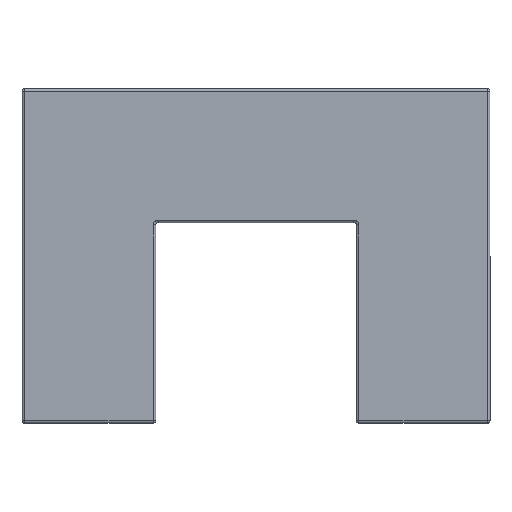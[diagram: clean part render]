
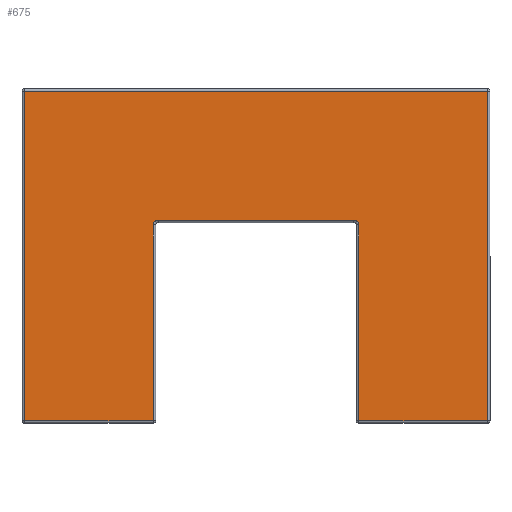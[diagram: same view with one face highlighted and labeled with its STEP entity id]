
A CAD part, front view. The second image highlights one B-rep face of the part: STEP entity #675.
In plain terms, the highlighted planar face has unit normal (0, -1, 0).
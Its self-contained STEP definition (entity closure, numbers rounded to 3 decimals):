
#10 = CARTESIAN_POINT ( 'NONE',  ( 4.85, -1.35, -6.95 ) ) ;
#63 = DIRECTION ( 'NONE',  ( 0., 0., 1. ) ) ;
#130 = ORIENTED_EDGE ( 'NONE', *, *, #396, .F. ) ;
#172 = ORIENTED_EDGE ( 'NONE', *, *, #874, .T. ) ;
#201 = PLANE ( 'NONE',  #208 ) ;
#208 = AXIS2_PLACEMENT_3D ( 'NONE', #394, #603, #504 ) ;
#214 = VECTOR ( 'NONE', #277, 1000. ) ;
#275 = VERTEX_POINT ( 'NONE', #10 ) ;
#277 = DIRECTION ( 'NONE',  ( 0., 0., 1. ) ) ;
#289 = FACE_OUTER_BOUND ( 'NONE', #569, .T. ) ;
#290 = VERTEX_POINT ( 'NONE', #608 ) ;
#292 = VERTEX_POINT ( 'NONE', #616 ) ;
#306 = ORIENTED_EDGE ( 'NONE', *, *, #633, .T. ) ;
#316 = ORIENTED_EDGE ( 'NONE', *, *, #647, .F. ) ;
#355 = VECTOR ( 'NONE', #63, 1000. ) ;
#363 = CARTESIAN_POINT ( 'NONE',  ( 2.15, -1.35, -2.85 ) ) ;
#377 = DIRECTION ( 'NONE',  ( 1., 0., 0. ) ) ;
#381 = EDGE_CURVE ( 'NONE', #441, #290, #1194, .T. ) ;
#394 = CARTESIAN_POINT ( 'NONE',  ( 0., -1.35, 0. ) ) ;
#396 = EDGE_CURVE ( 'NONE', #441, #292, #587, .T. ) ;
#401 = CARTESIAN_POINT ( 'NONE',  ( 2.15, -1.35, -6.95 ) ) ;
#441 = VERTEX_POINT ( 'NONE', #1216 ) ;
#469 = VECTOR ( 'NONE', #1282, 1000. ) ;
#490 = DIRECTION ( 'NONE',  ( -1., 0., 0. ) ) ;
#497 = ORIENTED_EDGE ( 'NONE', *, *, #1281, .T. ) ;
#504 = DIRECTION ( 'NONE',  ( 0., 0., 1. ) ) ;
#517 = EDGE_CURVE ( 'NONE', #627, #292, #1138, .T. ) ;
#558 = VECTOR ( 'NONE', #1222, 1000. ) ;
#566 = VECTOR ( 'NONE', #754, 1000. ) ;
#569 = EDGE_LOOP ( 'NONE', ( #316, #306, #796, #864, #172, #497, #623, #849, #130, #1309 ) ) ;
#574 = CARTESIAN_POINT ( 'NONE',  ( 2.15, -1.35, -7. ) ) ;
#575 = VERTEX_POINT ( 'NONE', #1292 ) ;
#576 = EDGE_CURVE ( 'NONE', #1019, #627, #846, .T. ) ;
#583 = DIRECTION ( 'NONE',  ( 1., 0., 0. ) ) ;
#587 = CIRCLE ( 'NONE', #938, 0.1 ) ;
#603 = DIRECTION ( 'NONE',  ( 0., 1., 0. ) ) ;
#608 = CARTESIAN_POINT ( 'NONE',  ( 2.05, -1.35, -2.75 ) ) ;
#616 = CARTESIAN_POINT ( 'NONE',  ( -2.15, -1.35, -2.85 ) ) ;
#623 = ORIENTED_EDGE ( 'NONE', *, *, #576, .T. ) ;
#627 = VERTEX_POINT ( 'NONE', #1077 ) ;
#630 = CARTESIAN_POINT ( 'NONE',  ( -2.15, -1.35, 0. ) ) ;
#633 = EDGE_CURVE ( 'NONE', #1200, #1140, #683, .T. ) ;
#641 = VECTOR ( 'NONE', #490, 1000. ) ;
#647 = EDGE_CURVE ( 'NONE', #1200, #290, #1212, .T. ) ;
#649 = VECTOR ( 'NONE', #583, 1000. ) ;
#675 = ADVANCED_FACE ( 'NONE', ( #289 ), #201, .F. ) ;
#682 = VERTEX_POINT ( 'NONE', #1002 ) ;
#683 = LINE ( 'NONE', #574, #469 ) ;
#690 = CARTESIAN_POINT ( 'NONE',  ( 4.9, -1.35, -6.95 ) ) ;
#692 = AXIS2_PLACEMENT_3D ( 'NONE', #795, #807, #999 ) ;
#693 = CARTESIAN_POINT ( 'NONE',  ( -2.05, -1.35, -2.85 ) ) ;
#754 = DIRECTION ( 'NONE',  ( 0., 0., -1. ) ) ;
#795 = CARTESIAN_POINT ( 'NONE',  ( 2.05, -1.35, -2.85 ) ) ;
#796 = ORIENTED_EDGE ( 'NONE', *, *, #1015, .T. ) ;
#801 = DIRECTION ( 'NONE',  ( 0., 0., 1. ) ) ;
#807 = DIRECTION ( 'NONE',  ( 0., -1., 0. ) ) ;
#815 = LINE ( 'NONE', #690, #558 ) ;
#830 = EDGE_CURVE ( 'NONE', #275, #682, #1276, .T. ) ;
#840 = CARTESIAN_POINT ( 'NONE',  ( 0., -1.35, -2.75 ) ) ;
#846 = LINE ( 'NONE', #1097, #1121 ) ;
#849 = ORIENTED_EDGE ( 'NONE', *, *, #517, .T. ) ;
#864 = ORIENTED_EDGE ( 'NONE', *, *, #830, .T. ) ;
#874 = EDGE_CURVE ( 'NONE', #682, #575, #1071, .T. ) ;
#938 = AXIS2_PLACEMENT_3D ( 'NONE', #693, #1109, #801 ) ;
#999 = DIRECTION ( 'NONE',  ( 0., 0., 1. ) ) ;
#1002 = CARTESIAN_POINT ( 'NONE',  ( 4.85, -1.35, -0.05 ) ) ;
#1015 = EDGE_CURVE ( 'NONE', #1140, #275, #815, .T. ) ;
#1019 = VERTEX_POINT ( 'NONE', #1111 ) ;
#1030 = LINE ( 'NONE', #1176, #566 ) ;
#1071 = LINE ( 'NONE', #1093, #641 ) ;
#1077 = CARTESIAN_POINT ( 'NONE',  ( -2.15, -1.35, -6.95 ) ) ;
#1080 = CARTESIAN_POINT ( 'NONE',  ( 4.85, -1.35, 0. ) ) ;
#1093 = CARTESIAN_POINT ( 'NONE',  ( -4.9, -1.35, -0.05 ) ) ;
#1097 = CARTESIAN_POINT ( 'NONE',  ( 0., -1.35, -6.95 ) ) ;
#1109 = DIRECTION ( 'NONE',  ( 0., -1., 0. ) ) ;
#1111 = CARTESIAN_POINT ( 'NONE',  ( -4.85, -1.35, -6.95 ) ) ;
#1121 = VECTOR ( 'NONE', #377, 1000. ) ;
#1138 = LINE ( 'NONE', #630, #355 ) ;
#1140 = VERTEX_POINT ( 'NONE', #401 ) ;
#1176 = CARTESIAN_POINT ( 'NONE',  ( -4.85, -1.35, 0. ) ) ;
#1194 = LINE ( 'NONE', #840, #649 ) ;
#1200 = VERTEX_POINT ( 'NONE', #363 ) ;
#1212 = CIRCLE ( 'NONE', #692, 0.1 ) ;
#1216 = CARTESIAN_POINT ( 'NONE',  ( -2.05, -1.35, -2.75 ) ) ;
#1222 = DIRECTION ( 'NONE',  ( 1., 0., 0. ) ) ;
#1276 = LINE ( 'NONE', #1080, #214 ) ;
#1281 = EDGE_CURVE ( 'NONE', #575, #1019, #1030, .T. ) ;
#1282 = DIRECTION ( 'NONE',  ( 0., 0., -1. ) ) ;
#1292 = CARTESIAN_POINT ( 'NONE',  ( -4.85, -1.35, -0.05 ) ) ;
#1309 = ORIENTED_EDGE ( 'NONE', *, *, #381, .T. ) ;
